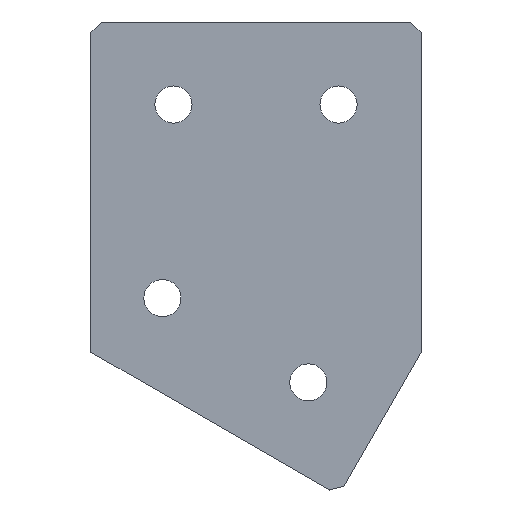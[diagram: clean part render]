
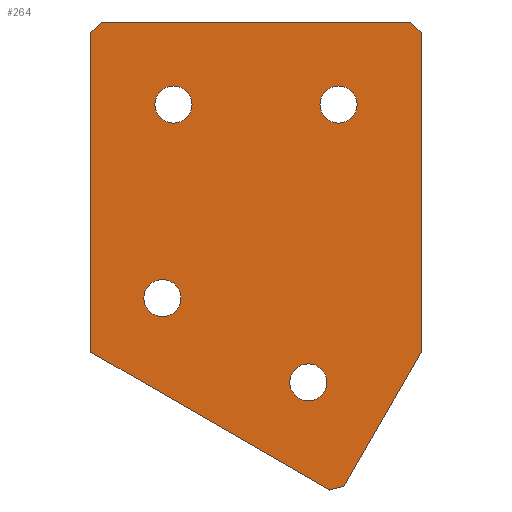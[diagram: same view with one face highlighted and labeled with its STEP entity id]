
A CAD part, top view. The second image highlights one B-rep face of the part: STEP entity #264.
In plain terms, the highlighted planar face has unit normal (0, 0, 1).
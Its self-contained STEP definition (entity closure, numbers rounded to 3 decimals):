
#1 = VERTEX_POINT ( 'NONE', #180 ) ;
#2 = CARTESIAN_POINT ( 'NONE',  ( 57.835, -113.391, 0. ) ) ;
#5 = LINE ( 'NONE', #408, #99 ) ;
#6 = FACE_BOUND ( 'NONE', #278, .T. ) ;
#15 = DIRECTION ( 'NONE',  ( 1., 0., 0. ) ) ;
#18 = ORIENTED_EDGE ( 'NONE', *, *, #481, .T. ) ;
#23 = EDGE_CURVE ( 'NONE', #318, #313, #26, .T. ) ;
#24 = CIRCLE ( 'NONE', #557, 4.5 ) ;
#25 = CARTESIAN_POINT ( 'NONE',  ( 17.321, -71.406, 0. ) ) ;
#26 = LINE ( 'NONE', #237, #98 ) ;
#38 = EDGE_CURVE ( 'NONE', #122, #267, #334, .T. ) ;
#41 = AXIS2_PLACEMENT_3D ( 'NONE', #441, #161, #397 ) ;
#51 = CARTESIAN_POINT ( 'NONE',  ( 80., -2.5, 0. ) ) ;
#52 = DIRECTION ( 'NONE',  ( 0., 1., 0. ) ) ;
#60 = DIRECTION ( 'NONE',  ( 0., 0., -1. ) ) ;
#63 = EDGE_CURVE ( 'NONE', #488, #350, #484, .T. ) ;
#64 = CARTESIAN_POINT ( 'NONE',  ( 0., 0., 0. ) ) ;
#65 = VERTEX_POINT ( 'NONE', #439 ) ;
#67 = DIRECTION ( 'NONE',  ( 0., -1., 0. ) ) ;
#74 = LINE ( 'NONE', #475, #242 ) ;
#82 = VERTEX_POINT ( 'NONE', #624 ) ;
#83 = EDGE_CURVE ( 'NONE', #65, #427, #367, .T. ) ;
#87 = DIRECTION ( 'NONE',  ( 0., 0., -1. ) ) ;
#89 = AXIS2_PLACEMENT_3D ( 'NONE', #387, #301, #584 ) ;
#95 = ORIENTED_EDGE ( 'NONE', *, *, #395, .F. ) ;
#98 = VECTOR ( 'NONE', #229, 1000. ) ;
#99 = VECTOR ( 'NONE', #332, 1000. ) ;
#104 = DIRECTION ( 'NONE',  ( 0., 0., -1. ) ) ;
#106 = LINE ( 'NONE', #400, #199 ) ;
#107 = CARTESIAN_POINT ( 'NONE',  ( 52.679, -82.821, 0. ) ) ;
#112 = EDGE_LOOP ( 'NONE', ( #581, #211 ) ) ;
#114 = LINE ( 'NONE', #461, #580 ) ;
#120 = FACE_BOUND ( 'NONE', #112, .T. ) ;
#122 = VERTEX_POINT ( 'NONE', #107 ) ;
#125 = VERTEX_POINT ( 'NONE', #147 ) ;
#132 = EDGE_CURVE ( 'NONE', #427, #65, #24, .T. ) ;
#134 = DIRECTION ( 'NONE',  ( -0.707, -0.707, 0. ) ) ;
#135 = EDGE_LOOP ( 'NONE', ( #511, #531 ) ) ;
#141 = VECTOR ( 'NONE', #280, 1000. ) ;
#147 = CARTESIAN_POINT ( 'NONE',  ( 0., -2.5, 0. ) ) ;
#148 = ORIENTED_EDGE ( 'NONE', *, *, #478, .F. ) ;
#150 = CARTESIAN_POINT ( 'NONE',  ( 61.25, -112.476, 0. ) ) ;
#161 = DIRECTION ( 'NONE',  ( 0., 0., -1. ) ) ;
#163 = FACE_BOUND ( 'NONE', #491, .T. ) ;
#170 = DIRECTION ( 'NONE',  ( 0., 0., 1. ) ) ;
#173 = CARTESIAN_POINT ( 'NONE',  ( 77.5, 0., 0. ) ) ;
#180 = CARTESIAN_POINT ( 'NONE',  ( 80., -80., 0. ) ) ;
#181 = CARTESIAN_POINT ( 'NONE',  ( 60., -20., 0. ) ) ;
#189 = EDGE_CURVE ( 'NONE', #262, #402, #191, .T. ) ;
#191 = CIRCLE ( 'NONE', #409, 4.5 ) ;
#199 = VECTOR ( 'NONE', #246, 1000. ) ;
#201 = VECTOR ( 'NONE', #573, 1000. ) ;
#208 = CARTESIAN_POINT ( 'NONE',  ( 20., -20., 0. ) ) ;
#211 = ORIENTED_EDGE ( 'NONE', *, *, #276, .T. ) ;
#214 = DIRECTION ( 'NONE',  ( 0., 1., 0. ) ) ;
#218 = CARTESIAN_POINT ( 'NONE',  ( 52.679, -87.321, 0. ) ) ;
#227 = EDGE_CURVE ( 'NONE', #483, #1, #114, .T. ) ;
#229 = DIRECTION ( 'NONE',  ( 1., 0., 0. ) ) ;
#236 = LINE ( 'NONE', #319, #325 ) ;
#237 = CARTESIAN_POINT ( 'NONE',  ( 0., 0., 0. ) ) ;
#242 = VECTOR ( 'NONE', #134, 1000. ) ;
#244 = CARTESIAN_POINT ( 'NONE',  ( 0., -80., 0. ) ) ;
#246 = DIRECTION ( 'NONE',  ( -0.5, -0.866, 0. ) ) ;
#259 = ORIENTED_EDGE ( 'NONE', *, *, #63, .F. ) ;
#262 = VERTEX_POINT ( 'NONE', #312 ) ;
#264 = ADVANCED_FACE ( 'NONE', ( #163, #6, #500, #120, #544 ), #493, .T. ) ;
#267 = VERTEX_POINT ( 'NONE', #309 ) ;
#276 = EDGE_CURVE ( 'NONE', #267, #122, #396, .T. ) ;
#278 = EDGE_LOOP ( 'NONE', ( #406, #610 ) ) ;
#280 = DIRECTION ( 'NONE',  ( -0.707, 0.707, 0. ) ) ;
#282 = DIRECTION ( 'NONE',  ( 0., 1., 0. ) ) ;
#286 = DIRECTION ( 'NONE',  ( 0., 0., -1. ) ) ;
#301 = DIRECTION ( 'NONE',  ( 0., 0., -1. ) ) ;
#309 = CARTESIAN_POINT ( 'NONE',  ( 52.679, -91.821, 0. ) ) ;
#312 = CARTESIAN_POINT ( 'NONE',  ( 20., -24.5, 0. ) ) ;
#313 = VERTEX_POINT ( 'NONE', #173 ) ;
#318 = VERTEX_POINT ( 'NONE', #368 ) ;
#319 = CARTESIAN_POINT ( 'NONE',  ( 0., 0., 0. ) ) ;
#323 = EDGE_CURVE ( 'NONE', #501, #82, #476, .T. ) ;
#324 = CARTESIAN_POINT ( 'NONE',  ( 0., -80., 0. ) ) ;
#325 = VECTOR ( 'NONE', #282, 1000. ) ;
#327 = CIRCLE ( 'NONE', #41, 4.5 ) ;
#332 = DIRECTION ( 'NONE',  ( 0.966, 0.259, 0. ) ) ;
#334 = CIRCLE ( 'NONE', #343, 4.5 ) ;
#339 = EDGE_CURVE ( 'NONE', #318, #125, #74, .T. ) ;
#343 = AXIS2_PLACEMENT_3D ( 'NONE', #433, #87, #527 ) ;
#350 = VERTEX_POINT ( 'NONE', #324 ) ;
#357 = ORIENTED_EDGE ( 'NONE', *, *, #388, .T. ) ;
#367 = CIRCLE ( 'NONE', #89, 4.5 ) ;
#368 = CARTESIAN_POINT ( 'NONE',  ( 2.5, 0., 0. ) ) ;
#384 = AXIS2_PLACEMENT_3D ( 'NONE', #181, #567, #615 ) ;
#387 = CARTESIAN_POINT ( 'NONE',  ( 17.321, -66.906, 0. ) ) ;
#388 = EDGE_CURVE ( 'NONE', #483, #313, #606, .T. ) ;
#395 = EDGE_CURVE ( 'NONE', #350, #125, #236, .T. ) ;
#396 = CIRCLE ( 'NONE', #620, 4.5 ) ;
#397 = DIRECTION ( 'NONE',  ( 0., 1., 0. ) ) ;
#398 = CARTESIAN_POINT ( 'NONE',  ( 17.321, -66.906, 0. ) ) ;
#399 = ORIENTED_EDGE ( 'NONE', *, *, #227, .F. ) ;
#400 = CARTESIAN_POINT ( 'NONE',  ( 60., -114.641, 0. ) ) ;
#402 = VERTEX_POINT ( 'NONE', #425 ) ;
#403 = DIRECTION ( 'NONE',  ( 0., 1., 0. ) ) ;
#406 = ORIENTED_EDGE ( 'NONE', *, *, #506, .T. ) ;
#408 = CARTESIAN_POINT ( 'NONE',  ( 32.222, -120.254, 0. ) ) ;
#409 = AXIS2_PLACEMENT_3D ( 'NONE', #538, #104, #445 ) ;
#425 = CARTESIAN_POINT ( 'NONE',  ( 20., -15.5, 0. ) ) ;
#427 = VERTEX_POINT ( 'NONE', #25 ) ;
#433 = CARTESIAN_POINT ( 'NONE',  ( 52.679, -87.321, 0. ) ) ;
#436 = AXIS2_PLACEMENT_3D ( 'NONE', #64, #170, #15 ) ;
#439 = CARTESIAN_POINT ( 'NONE',  ( 17.321, -62.406, 0. ) ) ;
#441 = CARTESIAN_POINT ( 'NONE',  ( 60., -20., 0. ) ) ;
#445 = DIRECTION ( 'NONE',  ( 0., 1., 0. ) ) ;
#450 = ORIENTED_EDGE ( 'NONE', *, *, #23, .F. ) ;
#457 = ORIENTED_EDGE ( 'NONE', *, *, #339, .T. ) ;
#461 = CARTESIAN_POINT ( 'NONE',  ( 80., 0., 0. ) ) ;
#475 = CARTESIAN_POINT ( 'NONE',  ( 1.25, -1.25, 0. ) ) ;
#476 = CIRCLE ( 'NONE', #384, 4.5 ) ;
#478 = EDGE_CURVE ( 'NONE', #1, #568, #106, .T. ) ;
#481 = EDGE_CURVE ( 'NONE', #402, #262, #517, .T. ) ;
#483 = VERTEX_POINT ( 'NONE', #51 ) ;
#484 = LINE ( 'NONE', #244, #201 ) ;
#488 = VERTEX_POINT ( 'NONE', #2 ) ;
#490 = DIRECTION ( 'NONE',  ( 0., 0., -1. ) ) ;
#491 = EDGE_LOOP ( 'NONE', ( #18, #598 ) ) ;
#493 = PLANE ( 'NONE',  #436 ) ;
#500 = FACE_BOUND ( 'NONE', #135, .T. ) ;
#501 = VERTEX_POINT ( 'NONE', #578 ) ;
#506 = EDGE_CURVE ( 'NONE', #82, #501, #327, .T. ) ;
#511 = ORIENTED_EDGE ( 'NONE', *, *, #83, .T. ) ;
#512 = CARTESIAN_POINT ( 'NONE',  ( 38.75, 38.75, 0. ) ) ;
#517 = CIRCLE ( 'NONE', #611, 4.5 ) ;
#527 = DIRECTION ( 'NONE',  ( 0., 1., 0. ) ) ;
#531 = ORIENTED_EDGE ( 'NONE', *, *, #132, .T. ) ;
#538 = CARTESIAN_POINT ( 'NONE',  ( 20., -20., 0. ) ) ;
#544 = FACE_OUTER_BOUND ( 'NONE', #628, .T. ) ;
#557 = AXIS2_PLACEMENT_3D ( 'NONE', #398, #490, #52 ) ;
#567 = DIRECTION ( 'NONE',  ( 0., 0., -1. ) ) ;
#568 = VERTEX_POINT ( 'NONE', #150 ) ;
#573 = DIRECTION ( 'NONE',  ( -0.866, 0.5, 0. ) ) ;
#578 = CARTESIAN_POINT ( 'NONE',  ( 60., -24.5, 0. ) ) ;
#580 = VECTOR ( 'NONE', #67, 1000. ) ;
#581 = ORIENTED_EDGE ( 'NONE', *, *, #38, .T. ) ;
#584 = DIRECTION ( 'NONE',  ( 0., 1., 0. ) ) ;
#598 = ORIENTED_EDGE ( 'NONE', *, *, #189, .T. ) ;
#606 = LINE ( 'NONE', #512, #141 ) ;
#607 = ORIENTED_EDGE ( 'NONE', *, *, #623, .T. ) ;
#610 = ORIENTED_EDGE ( 'NONE', *, *, #323, .T. ) ;
#611 = AXIS2_PLACEMENT_3D ( 'NONE', #208, #286, #403 ) ;
#615 = DIRECTION ( 'NONE',  ( 0., 1., 0. ) ) ;
#620 = AXIS2_PLACEMENT_3D ( 'NONE', #218, #60, #214 ) ;
#623 = EDGE_CURVE ( 'NONE', #488, #568, #5, .T. ) ;
#624 = CARTESIAN_POINT ( 'NONE',  ( 60., -15.5, 0. ) ) ;
#628 = EDGE_LOOP ( 'NONE', ( #259, #607, #148, #399, #357, #450, #457, #95 ) ) ;
